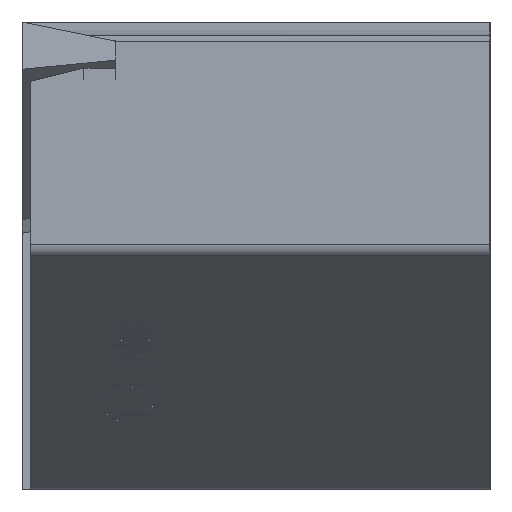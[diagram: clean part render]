
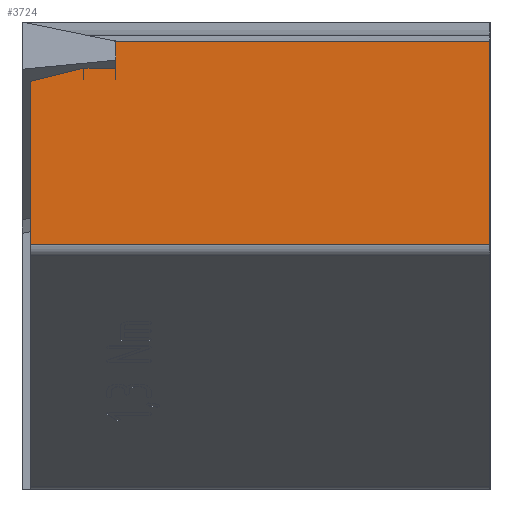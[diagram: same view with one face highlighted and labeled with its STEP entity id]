
A CAD part, left-side view. The second image highlights one B-rep face of the part: STEP entity #3724.
In plain terms, the highlighted planar face has unit normal (-1, 0, -0.018).
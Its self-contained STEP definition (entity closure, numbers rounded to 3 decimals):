
#31 = CARTESIAN_POINT ( 'NONE',  ( 0.108, -3.18, -6.822 ) ) ;
#149 = VERTEX_POINT ( 'NONE', #2812 ) ;
#215 = VERTEX_POINT ( 'NONE', #356 ) ;
#276 = EDGE_CURVE ( 'Defeature ausgef�hrt1_30+Defeature ausgef�hrt1_13+Defeature ausgef�hrt1_3+Defeature ausgef�hrt1_22', #1988, #293, #3937, .T. ) ;
#293 = VERTEX_POINT ( 'NONE', #487 ) ;
#356 = CARTESIAN_POINT ( 'NONE',  ( 0.016, -3.18, -1.566 ) ) ;
#409 = EDGE_CURVE ( 'Defeature ausgef�hrt1_13+Defeature ausgef�hrt1_4+Defeature ausgef�hrt1_30+Defeature ausgef�hrt1_27', #1988, #149, #4123, .T. ) ;
#452 = CARTESIAN_POINT ( 'NONE',  ( 0., 161.374, -0.652 ) ) ;
#458 = DIRECTION ( 'NONE',  ( 0., -1., 0. ) ) ;
#487 = CARTESIAN_POINT ( 'NONE',  ( 0., -15.875, -0.652 ) ) ;
#570 = VECTOR ( 'NONE', #2516, 1000. ) ;
#611 = VERTEX_POINT ( 'NONE', #4588 ) ;
#696 = LINE ( 'NONE', #3657, #4554 ) ;
#759 = CARTESIAN_POINT ( 'NONE',  ( 0.12, 161.374, -7.539 ) ) ;
#879 = VERTEX_POINT ( 'NONE', #1643 ) ;
#1105 = ORIENTED_EDGE ( 'NONE', *, *, #3518, .T. ) ;
#1112 = ORIENTED_EDGE ( 'NONE', *, *, #409, .T. ) ;
#1149 = VERTEX_POINT ( 'NONE', #3485 ) ;
#1179 = DIRECTION ( 'NONE',  ( -0.017, 0., 1. ) ) ;
#1239 = EDGE_LOOP ( 'NONE', ( #2129, #4795, #1105, #1749, #1112, #1558, #2344, #3691 ) ) ;
#1504 = EDGE_CURVE ( 'Defeature ausgef�hrt1_1+Defeature ausgef�hrt1_13+Defeature ausgef�hrt1_108+Defeature ausgef�hrt1_25', #611, #1149, #1505, .T. ) ;
#1505 = LINE ( 'NONE', #4592, #4531 ) ;
#1558 = ORIENTED_EDGE ( 'NONE', *, *, #3923, .T. ) ;
#1643 = CARTESIAN_POINT ( 'NONE',  ( 0.12, -15.875, -7.539 ) ) ;
#1722 = VECTOR ( 'NONE', #458, 1000. ) ;
#1749 = ORIENTED_EDGE ( 'NONE', *, *, #276, .F. ) ;
#1988 = VERTEX_POINT ( 'NONE', #4253 ) ;
#1990 = CARTESIAN_POINT ( 'NONE',  ( -0.012, -15.875, 0.011 ) ) ;
#2083 = CARTESIAN_POINT ( 'NONE',  ( 0.124, -0.3, -7.777 ) ) ;
#2129 = ORIENTED_EDGE ( 'NONE', *, *, #3891, .F. ) ;
#2140 = DIRECTION ( 'NONE',  ( 0.017, 0., -1. ) ) ;
#2151 = EDGE_CURVE ( 'Defeature ausgef�hrt1_25+Defeature ausgef�hrt1_13+Defeature ausgef�hrt1_1+Defeature ausgef�hrt1_27', #1149, #215, #2529, .T. ) ;
#2310 = LINE ( 'NONE', #1990, #5175 ) ;
#2342 = VERTEX_POINT ( 'NONE', #4186 ) ;
#2344 = ORIENTED_EDGE ( 'NONE', *, *, #2151, .F. ) ;
#2393 = PLANE ( 'NONE',  #2914 ) ;
#2405 = DIRECTION ( 'NONE',  ( 1., 0., 0.017 ) ) ;
#2516 = DIRECTION ( 'NONE',  ( -0.017, 0., 1. ) ) ;
#2529 = LINE ( 'NONE', #3014, #2660 ) ;
#2577 = LINE ( 'NONE', #759, #4638 ) ;
#2660 = VECTOR ( 'NONE', #3400, 1000. ) ;
#2675 = DIRECTION ( 'NONE',  ( -0.004, -0.97, 0.243 ) ) ;
#2812 = CARTESIAN_POINT ( 'NONE',  ( 0.011, -3.18, -1.296 ) ) ;
#2914 = AXIS2_PLACEMENT_3D ( 'NONE', #4314, #2405, #5132 ) ;
#2999 = EDGE_CURVE ( 'Defeature ausgef�hrt1_13+Defeature ausgef�hrt1_17+Defeature ausgef�hrt1_108+Defeature ausgef�hrt1_22', #2342, #879, #2577, .T. ) ;
#3014 = CARTESIAN_POINT ( 'NONE',  ( 0.016, -3.18, -1.566 ) ) ;
#3183 = DIRECTION ( 'NONE',  ( 0., -1., 0. ) ) ;
#3344 = FACE_OUTER_BOUND ( 'NONE', #1239, .T. ) ;
#3400 = DIRECTION ( 'NONE',  ( 0., -1., 0. ) ) ;
#3485 = CARTESIAN_POINT ( 'NONE',  ( 0.016, -2.099, -1.566 ) ) ;
#3518 = EDGE_CURVE ( 'Defeature ausgef�hrt1_13+Defeature ausgef�hrt1_22+Defeature ausgef�hrt1_17+Defeature ausgef�hrt1_30', #879, #293, #2310, .T. ) ;
#3657 = CARTESIAN_POINT ( 'NONE',  ( 0.108, -3.18, -6.822 ) ) ;
#3691 = ORIENTED_EDGE ( 'NONE', *, *, #1504, .F. ) ;
#3724 = ADVANCED_FACE ( 'Defeature ausgef�hrt1_13', ( #3344 ), #2393, .F. ) ;
#3744 = LINE ( 'NONE', #2083, #570 ) ;
#3891 = EDGE_CURVE ( 'Defeature ausgef�hrt1_108+Defeature ausgef�hrt1_13+Defeature ausgef�hrt1_17+Defeature ausgef�hrt1_1', #2342, #611, #3744, .T. ) ;
#3923 = EDGE_CURVE ( 'Defeature ausgef�hrt1_13+Defeature ausgef�hrt1_27+Defeature ausgef�hrt1_4+Defeature ausgef�hrt1_25', #149, #215, #696, .T. ) ;
#3937 = LINE ( 'NONE', #452, #1722 ) ;
#4049 = DIRECTION ( 'NONE',  ( 0.017, 0., -1. ) ) ;
#4123 = LINE ( 'NONE', #31, #4250 ) ;
#4186 = CARTESIAN_POINT ( 'NONE',  ( 0.12, -0.3, -7.539 ) ) ;
#4250 = VECTOR ( 'NONE', #2140, 1000. ) ;
#4253 = CARTESIAN_POINT ( 'NONE',  ( 0., -3.18, -0.652 ) ) ;
#4314 = CARTESIAN_POINT ( 'NONE',  ( 0.124, 161.374, -7.777 ) ) ;
#4531 = VECTOR ( 'NONE', #2675, 1000. ) ;
#4554 = VECTOR ( 'NONE', #4049, 1000. ) ;
#4588 = CARTESIAN_POINT ( 'NONE',  ( 0.024, -0.3, -2.016 ) ) ;
#4592 = CARTESIAN_POINT ( 'NONE',  ( 0.03, 1.11, -2.368 ) ) ;
#4638 = VECTOR ( 'NONE', #3183, 1000. ) ;
#4795 = ORIENTED_EDGE ( 'NONE', *, *, #2999, .T. ) ;
#5132 = DIRECTION ( 'NONE',  ( 0.017, 0., -1. ) ) ;
#5175 = VECTOR ( 'NONE', #1179, 1000. ) ;
